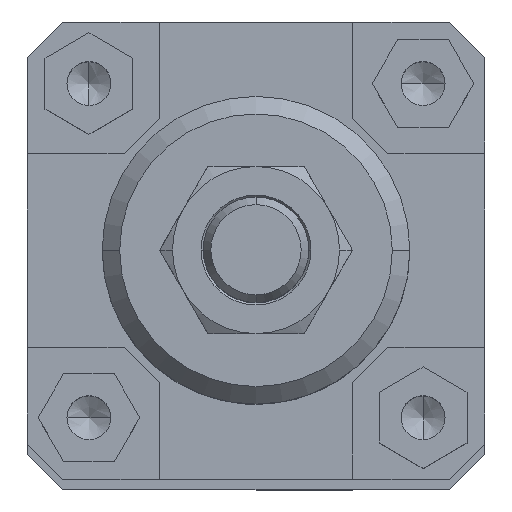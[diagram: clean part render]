
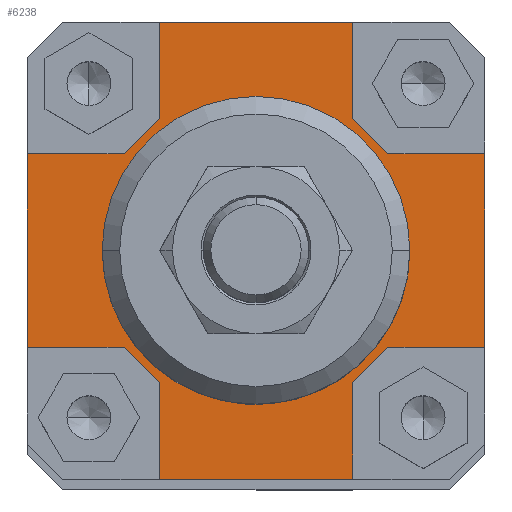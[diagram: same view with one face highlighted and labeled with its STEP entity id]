
A CAD part, top view. The second image highlights one B-rep face of the part: STEP entity #6238.
In plain terms, the highlighted planar face has unit normal (0, 0, 1).
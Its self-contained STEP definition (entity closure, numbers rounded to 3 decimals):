
#2320=CARTESIAN_POINT('',(-17.5,0.,352.5));
#2321=VERTEX_POINT('',#2320);
#2330=CARTESIAN_POINT('',(-13.611,-11.,352.5));
#2331=VERTEX_POINT('',#2330);
#2332=CARTESIAN_POINT('',(0.0,0.0,352.5));
#2333=DIRECTION('',(0.0,0.0,-1.0));
#2334=DIRECTION('',(-1.0,0.0,0.0));
#2335=AXIS2_PLACEMENT_3D('',#2332,#2333,#2334);
#2336=CIRCLE('',#2335,17.5);
#2337=EDGE_CURVE('',#2331,#2321,#2336,.T.);
#2339=CARTESIAN_POINT('',(17.5,0.,352.5));
#2340=VERTEX_POINT('',#2339);
#2341=CARTESIAN_POINT('',(0.0,0.0,352.5));
#2342=DIRECTION('',(0.0,0.0,-1.0));
#2343=DIRECTION('',(-1.0,0.0,0.0));
#2344=AXIS2_PLACEMENT_3D('',#2341,#2342,#2343);
#2345=CIRCLE('',#2344,17.5);
#2346=EDGE_CURVE('',#2340,#2331,#2345,.T.);
#2575=CARTESIAN_POINT('',(0.0,0.0,352.5));
#2576=DIRECTION('',(0.0,0.0,-1.0));
#2577=DIRECTION('',(-1.0,0.0,0.0));
#2578=AXIS2_PLACEMENT_3D('',#2575,#2576,#2577);
#2579=CIRCLE('',#2578,17.5);
#2580=EDGE_CURVE('',#2321,#2340,#2579,.T.);
#2954=CARTESIAN_POINT('',(-11.0,-15.,352.5));
#2955=VERTEX_POINT('',#2954);
#2962=CARTESIAN_POINT('',(-15.0,-11.,352.5));
#2963=VERTEX_POINT('',#2962);
#2964=CARTESIAN_POINT('',(-11.0,-15.,352.5));
#2965=DIRECTION('',(-0.707,0.707,0.0));
#2966=VECTOR('',#2965,5.657);
#2967=LINE('',#2964,#2966);
#2968=EDGE_CURVE('',#2963,#2955,#2967,.F.);
#2993=CARTESIAN_POINT('',(-11.,-26.,352.5));
#2994=VERTEX_POINT('',#2993);
#3001=CARTESIAN_POINT('',(-11.0,-15.,352.5));
#3002=DIRECTION('',(0.0,-1.0,0.0));
#3003=VECTOR('',#3002,11.0);
#3004=LINE('',#3001,#3003);
#3005=EDGE_CURVE('',#2955,#2994,#3004,.T.);
#3064=CARTESIAN_POINT('',(-11.,26.,352.5));
#3065=VERTEX_POINT('',#3064);
#3072=CARTESIAN_POINT('',(11.,26.,352.5));
#3073=VERTEX_POINT('',#3072);
#3074=CARTESIAN_POINT('',(-11.,26.,352.5));
#3075=DIRECTION('',(1.0,0.0,0.0));
#3076=VECTOR('',#3075,22.);
#3077=LINE('',#3074,#3076);
#3078=EDGE_CURVE('',#3065,#3073,#3077,.T.);
#3530=CARTESIAN_POINT('',(11.,-26.,352.5));
#3531=VERTEX_POINT('',#3530);
#3538=CARTESIAN_POINT('',(11.,-26.,352.5));
#3539=DIRECTION('',(-1.0,0.0,0.0));
#3540=VECTOR('',#3539,22.);
#3541=LINE('',#3538,#3540);
#3542=EDGE_CURVE('',#3531,#2994,#3541,.T.);
#3623=CARTESIAN_POINT('',(26.,11.,352.5));
#3624=VERTEX_POINT('',#3623);
#3631=CARTESIAN_POINT('',(26.0,-11.,352.5));
#3632=VERTEX_POINT('',#3631);
#3633=CARTESIAN_POINT('',(26.,11.,352.5));
#3634=DIRECTION('',(0.0,-1.0,0.0));
#3635=VECTOR('',#3634,22.);
#3636=LINE('',#3633,#3635);
#3637=EDGE_CURVE('',#3624,#3632,#3636,.T.);
#3754=CARTESIAN_POINT('',(15.0,-11.,352.5));
#3755=VERTEX_POINT('',#3754);
#3762=CARTESIAN_POINT('',(11.0,-15.,352.5));
#3763=VERTEX_POINT('',#3762);
#3764=CARTESIAN_POINT('',(15.0,-11.,352.5));
#3765=DIRECTION('',(-0.707,-0.707,0.0));
#3766=VECTOR('',#3765,5.657);
#3767=LINE('',#3764,#3766);
#3768=EDGE_CURVE('',#3763,#3755,#3767,.F.);
#3785=CARTESIAN_POINT('',(11.,-26.,352.5));
#3786=DIRECTION('',(0.0,1.0,0.0));
#3787=VECTOR('',#3786,11.);
#3788=LINE('',#3785,#3787);
#3789=EDGE_CURVE('',#3531,#3763,#3788,.T.);
#3807=CARTESIAN_POINT('',(11.0,15.0,352.5));
#3808=VERTEX_POINT('',#3807);
#3815=CARTESIAN_POINT('',(15.,11.0,352.5));
#3816=VERTEX_POINT('',#3815);
#3817=CARTESIAN_POINT('',(11.0,15.0,352.5));
#3818=DIRECTION('',(0.707,-0.707,0.0));
#3819=VECTOR('',#3818,5.657);
#3820=LINE('',#3817,#3819);
#3821=EDGE_CURVE('',#3816,#3808,#3820,.F.);
#3838=CARTESIAN_POINT('',(26.,11.,352.5));
#3839=DIRECTION('',(-1.0,0.0,0.0));
#3840=VECTOR('',#3839,11.0);
#3841=LINE('',#3838,#3840);
#3842=EDGE_CURVE('',#3624,#3816,#3841,.T.);
#3855=CARTESIAN_POINT('',(-15.0,11.,352.5));
#3856=VERTEX_POINT('',#3855);
#3863=CARTESIAN_POINT('',(-11.0,15.,352.5));
#3864=VERTEX_POINT('',#3863);
#3865=CARTESIAN_POINT('',(-15.0,11.,352.5));
#3866=DIRECTION('',(0.707,0.707,0.0));
#3867=VECTOR('',#3866,5.657);
#3868=LINE('',#3865,#3867);
#3869=EDGE_CURVE('',#3864,#3856,#3868,.F.);
#3886=CARTESIAN_POINT('',(-11.,26.,352.5));
#3887=DIRECTION('',(0.0,-1.0,0.0));
#3888=VECTOR('',#3887,11.);
#3889=LINE('',#3886,#3888);
#3890=EDGE_CURVE('',#3065,#3864,#3889,.T.);
#5769=CARTESIAN_POINT('',(-26.0,11.,352.5));
#5770=VERTEX_POINT('',#5769);
#5777=CARTESIAN_POINT('',(-15.0,11.,352.5));
#5778=DIRECTION('',(-1.0,0.0,0.0));
#5779=VECTOR('',#5778,11.0);
#5780=LINE('',#5777,#5779);
#5781=EDGE_CURVE('',#3856,#5770,#5780,.T.);
#5938=CARTESIAN_POINT('',(11.0,15.0,352.5));
#5939=DIRECTION('',(0.0,1.0,0.0));
#5940=VECTOR('',#5939,11.);
#5941=LINE('',#5938,#5940);
#5942=EDGE_CURVE('',#3808,#3073,#5941,.T.);
#6146=CARTESIAN_POINT('',(15.0,-11.,352.5));
#6147=DIRECTION('',(1.0,0.0,0.0));
#6148=VECTOR('',#6147,11.0);
#6149=LINE('',#6146,#6148);
#6150=EDGE_CURVE('',#3755,#3632,#6149,.T.);
#6186=CARTESIAN_POINT('',(-26.,-11.,352.5));
#6187=VERTEX_POINT('',#6186);
#6194=CARTESIAN_POINT('',(-26.,-11.,352.5));
#6195=DIRECTION('',(0.0,1.0,0.0));
#6196=VECTOR('',#6195,22.);
#6197=LINE('',#6194,#6196);
#6198=EDGE_CURVE('',#6187,#5770,#6197,.T.);
#6205=CARTESIAN_POINT('',(0.,0.,352.5));
#6206=DIRECTION('',(0.0,0.0,1.0));
#6207=DIRECTION('',(1.0,0.0,0.0));
#6208=AXIS2_PLACEMENT_3D('',#6205,#6206,#6207);
#6209=PLANE('',#6208);
#6210=ORIENTED_EDGE('',*,*,#2968,.T.);
#6211=ORIENTED_EDGE('',*,*,#3005,.T.);
#6212=ORIENTED_EDGE('',*,*,#3542,.F.);
#6213=ORIENTED_EDGE('',*,*,#3789,.T.);
#6214=ORIENTED_EDGE('',*,*,#3768,.T.);
#6215=ORIENTED_EDGE('',*,*,#6150,.T.);
#6216=ORIENTED_EDGE('',*,*,#3637,.F.);
#6217=ORIENTED_EDGE('',*,*,#3842,.T.);
#6218=ORIENTED_EDGE('',*,*,#3821,.T.);
#6219=ORIENTED_EDGE('',*,*,#5942,.T.);
#6220=ORIENTED_EDGE('',*,*,#3078,.F.);
#6221=ORIENTED_EDGE('',*,*,#3890,.T.);
#6222=ORIENTED_EDGE('',*,*,#3869,.T.);
#6223=ORIENTED_EDGE('',*,*,#5781,.T.);
#6224=ORIENTED_EDGE('',*,*,#6198,.F.);
#6225=CARTESIAN_POINT('',(-26.,-11.,352.5));
#6226=DIRECTION('',(1.0,0.0,0.0));
#6227=VECTOR('',#6226,11.);
#6228=LINE('',#6225,#6227);
#6229=EDGE_CURVE('',#6187,#2963,#6228,.T.);
#6230=ORIENTED_EDGE('',*,*,#6229,.T.);
#6231=EDGE_LOOP('',(#6210,#6211,#6212,#6213,#6214,#6215,#6216,#6217,#6218,#6219,#6220,#6221,#6222,#6223,#6224,#6230));
#6232=FACE_OUTER_BOUND('',#6231,.T.);
#6233=ORIENTED_EDGE('',*,*,#2337,.T.);
#6234=ORIENTED_EDGE('',*,*,#2580,.T.);
#6235=ORIENTED_EDGE('',*,*,#2346,.T.);
#6236=EDGE_LOOP('',(#6233,#6234,#6235));
#6237=FACE_BOUND('',#6236,.T.);
#6238=ADVANCED_FACE('',(#6232,#6237),#6209,.T.);
